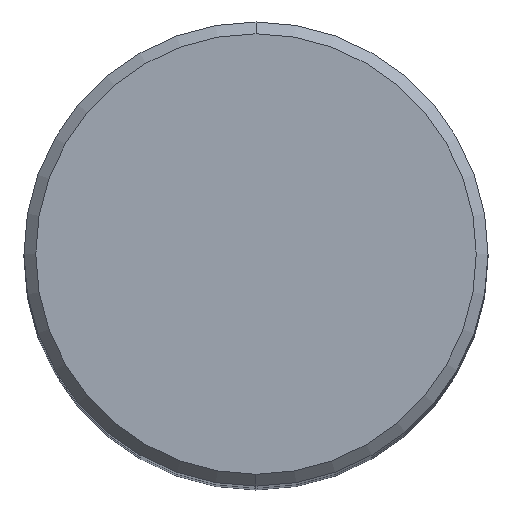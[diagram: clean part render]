
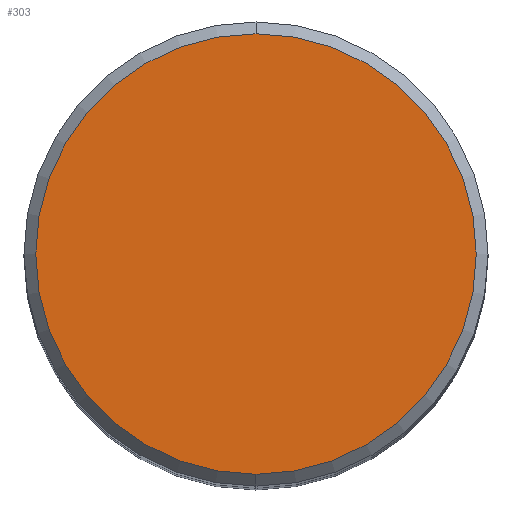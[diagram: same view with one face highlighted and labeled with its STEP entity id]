
A CAD part, top view. The second image highlights one B-rep face of the part: STEP entity #303.
In plain terms, the highlighted planar face has unit normal (0, 0, 1).
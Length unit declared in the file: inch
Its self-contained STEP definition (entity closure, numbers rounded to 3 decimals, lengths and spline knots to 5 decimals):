
#1 = ORIENTED_EDGE ( 'NONE', *, *, #263, .T. ) ;
#11 = AXIS2_PLACEMENT_3D ( 'NONE', #24, #377, #340 ) ;
#22 = DIRECTION ( 'NONE',  ( 0., 0., 1. ) ) ;
#24 = CARTESIAN_POINT ( 'NONE',  ( 0., 0.3737, 0. ) ) ;
#33 = AXIS2_PLACEMENT_3D ( 'NONE', #249, #22, #185 ) ;
#44 = AXIS2_PLACEMENT_3D ( 'NONE', #400, #177, #299 ) ;
#96 = EDGE_CURVE ( 'NONE', #355, #401, #369, .T. ) ;
#110 = CIRCLE ( 'NONE', #33, 0.3737 ) ;
#127 = PLANE ( 'NONE',  #11 ) ;
#158 = CARTESIAN_POINT ( 'NONE',  ( 0., 0.3737, 0. ) ) ;
#177 = DIRECTION ( 'NONE',  ( 0., 0., 1. ) ) ;
#185 = DIRECTION ( 'NONE',  ( 0., -1., 0. ) ) ;
#249 = CARTESIAN_POINT ( 'NONE',  ( 0., 0., 0. ) ) ;
#263 = EDGE_CURVE ( 'NONE', #401, #355, #110, .T. ) ;
#277 = FACE_OUTER_BOUND ( 'NONE', #371, .T. ) ;
#299 = DIRECTION ( 'NONE',  ( 0., -1., 0. ) ) ;
#303 = ADVANCED_FACE ( 'NONE', ( #277 ), #127, .F. ) ;
#340 = DIRECTION ( 'NONE',  ( 0., 1., 0. ) ) ;
#347 = CARTESIAN_POINT ( 'NONE',  ( 0., -0.3737, 0. ) ) ;
#355 = VERTEX_POINT ( 'NONE', #347 ) ;
#369 = CIRCLE ( 'NONE', #44, 0.3737 ) ;
#371 = EDGE_LOOP ( 'NONE', ( #1, #410 ) ) ;
#377 = DIRECTION ( 'NONE',  ( 0., 0., -1. ) ) ;
#400 = CARTESIAN_POINT ( 'NONE',  ( 0., 0., 0. ) ) ;
#401 = VERTEX_POINT ( 'NONE', #158 ) ;
#410 = ORIENTED_EDGE ( 'NONE', *, *, #96, .T. ) ;
